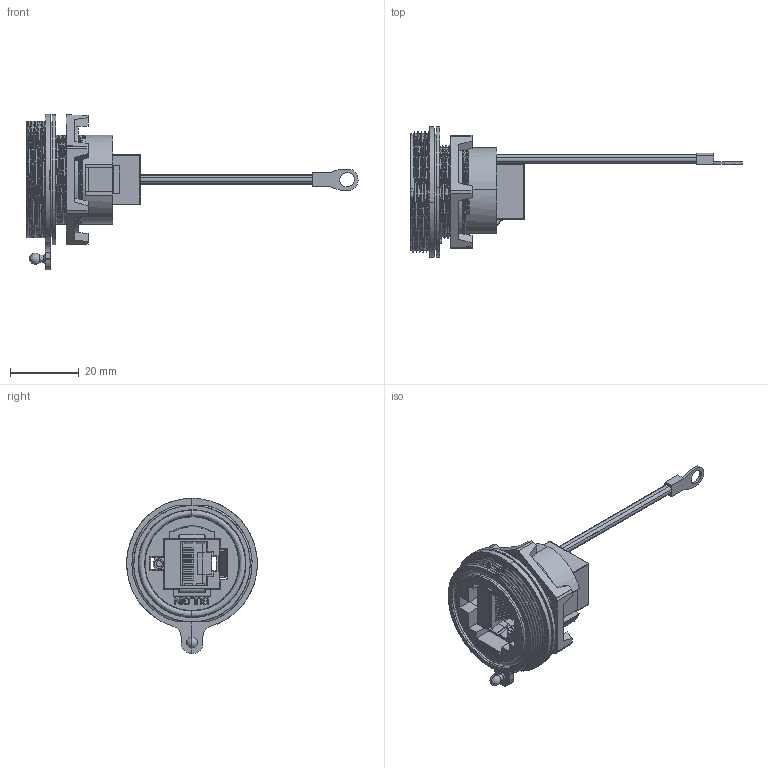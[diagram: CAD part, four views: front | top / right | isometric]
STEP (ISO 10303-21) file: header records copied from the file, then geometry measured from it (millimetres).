
FILE_DESCRIPTION(('STEP AP242'),'1');
FILE_NAME('px0833-e.stp','2023-03-07T09:50:35',('TraceParts'),('TraceParts S.A.'),'Spatial InterOp 3D',' ',' ');
FILE_SCHEMA(('AP242_MANAGED_MODEL_BASED_3D_ENGINEERING_MIM_LF {1 0 10303 442 1 1 4}'));
Length unit declared in the file: millimetre
Products named in the file (1): px0833-e_1
Bounding box: 96.37 x 37.92 x 45.09 mm (x, y, z)
Volume: 15085.8 mm3; surface area: 16033.3 mm2
Topology: 4 solids, 4 shells, 976 faces, 2857 edges, 1822 vertices
Faces by surface type: plane 691, cylinder 134, bspline 125, cone 26
Entity records: 57258 total; most frequent: CARTESIAN_POINT 23115, ORIENTED_EDGE 5682, DIRECTION 4454, EDGE_CURVE 2841, LINE 2082, VECTOR 2082, VERTEX_POINT 1822, PRESENTATION_STYLE_ASSIGNMENT 1544
